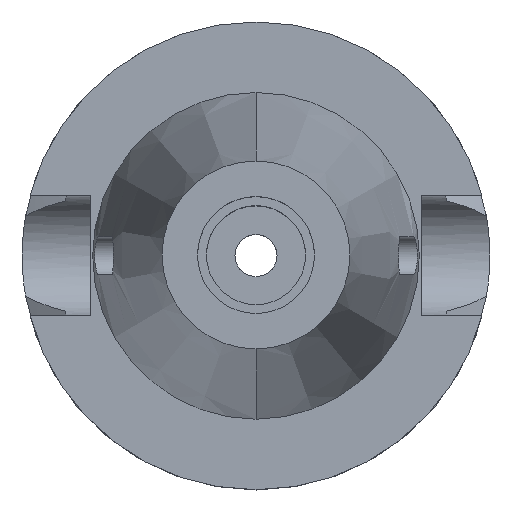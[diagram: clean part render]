
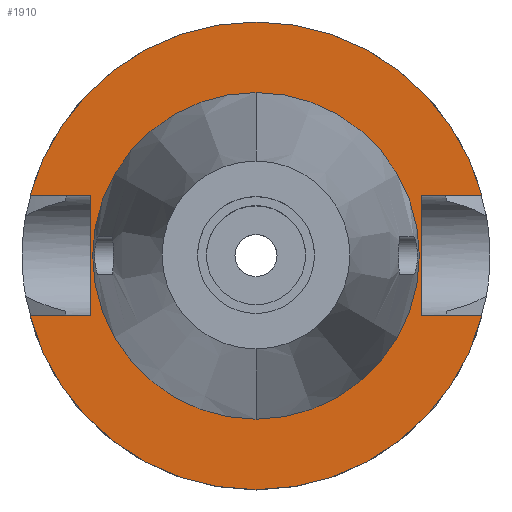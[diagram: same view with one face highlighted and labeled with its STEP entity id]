
A CAD part, top view. The second image highlights one B-rep face of the part: STEP entity #1910.
In plain terms, the highlighted planar face has unit normal (0, 0, 1).
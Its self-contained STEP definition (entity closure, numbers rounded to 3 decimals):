
#539=DIRECTION('',(0.,1.,0.));
#540=VECTOR('',#539,25.7);
#541=CARTESIAN_POINT('',(-35.4,-12.85,-1.5));
#542=LINE('',#541,#540);
#546=DIRECTION('',(-1.,0.,0.));
#547=VECTOR('',#546,12.921);
#548=CARTESIAN_POINT('',(-35.4,12.85,-1.5));
#549=LINE('',#548,#547);
#553=CARTESIAN_POINT('',(0.,0.,-1.5));
#554=DIRECTION('',(0.,0.,-1.));
#555=DIRECTION('',(-0.966,0.257,0.));
#556=AXIS2_PLACEMENT_3D('',#553,#554,#555);
#561=CARTESIAN_POINT('',(0.,0.,-1.5));
#562=DIRECTION('',(0.,0.,-1.));
#563=DIRECTION('',(0.,1.,0.));
#564=AXIS2_PLACEMENT_3D('',#561,#562,#563);
#569=DIRECTION('',(-1.,0.,0.));
#570=VECTOR('',#569,12.921);
#571=CARTESIAN_POINT('',(48.321,12.85,-1.5));
#572=LINE('',#571,#570);
#576=DIRECTION('',(0.,-1.,0.));
#577=VECTOR('',#576,25.7);
#578=CARTESIAN_POINT('',(35.4,12.85,-1.5));
#579=LINE('',#578,#577);
#583=CARTESIAN_POINT('',(0.,0.,-1.5));
#584=DIRECTION('',(0.,0.,-1.));
#585=DIRECTION('',(0.966,-0.257,0.));
#586=AXIS2_PLACEMENT_3D('',#583,#584,#585);
#591=CARTESIAN_POINT('',(0.,0.,-1.5));
#592=DIRECTION('',(0.,0.,-1.));
#593=DIRECTION('',(0.,-1.,0.));
#594=AXIS2_PLACEMENT_3D('',#591,#592,#593);
#599=CARTESIAN_POINT('',(0.,0.,-1.5));
#600=DIRECTION('',(0.,0.,1.));
#601=DIRECTION('',(0.,-1.,0.));
#602=AXIS2_PLACEMENT_3D('',#599,#600,#601);
#607=CARTESIAN_POINT('',(0.,0.,-1.5));
#608=DIRECTION('',(0.,0.,1.));
#609=DIRECTION('',(0.,1.,0.));
#610=AXIS2_PLACEMENT_3D('',#607,#608,#609);
#645=DIRECTION('',(-1.,0.,0.));
#646=VECTOR('',#645,12.921);
#647=CARTESIAN_POINT('',(-35.4,-12.85,-1.5));
#648=LINE('',#647,#646);
#1237=DIRECTION('',(-1.,0.,0.));
#1238=VECTOR('',#1237,12.921);
#1239=CARTESIAN_POINT('',(48.321,-12.85,-1.5));
#1240=LINE('',#1239,#1238);
#1424=CARTESIAN_POINT('',(0.,34.925,-1.5));
#1425=VERTEX_POINT('',#1424);
#1426=CARTESIAN_POINT('',(0.,-34.925,-1.5));
#1427=VERTEX_POINT('',#1426);
#1428=CARTESIAN_POINT('',(-35.4,-12.85,-1.5));
#1429=CARTESIAN_POINT('',(-35.4,12.85,-1.5));
#1430=VERTEX_POINT('',#1428);
#1431=VERTEX_POINT('',#1429);
#1432=CARTESIAN_POINT('',(-48.321,12.85,-1.5));
#1433=VERTEX_POINT('',#1432);
#1434=CARTESIAN_POINT('',(0.,50.,-1.5));
#1435=CARTESIAN_POINT('',(48.321,12.85,-1.5));
#1436=VERTEX_POINT('',#1434);
#1437=VERTEX_POINT('',#1435);
#1438=CARTESIAN_POINT('',(35.4,12.85,-1.5));
#1439=VERTEX_POINT('',#1438);
#1440=CARTESIAN_POINT('',(35.4,-12.85,-1.5));
#1441=VERTEX_POINT('',#1440);
#1442=CARTESIAN_POINT('',(48.321,-12.85,-1.5));
#1443=VERTEX_POINT('',#1442);
#1444=CARTESIAN_POINT('',(0.,-50.,-1.5));
#1445=CARTESIAN_POINT('',(-48.321,-12.85,-1.5));
#1446=VERTEX_POINT('',#1444);
#1447=VERTEX_POINT('',#1445);
#1879=CARTESIAN_POINT('',(0.,0.,-1.5));
#1880=DIRECTION('',(0.,0.,-1.));
#1881=DIRECTION('',(0.,-1.,0.));
#1882=AXIS2_PLACEMENT_3D('',#1879,#1880,#1881);
#1883=PLANE('',#1882);
#1885=ORIENTED_EDGE('',*,*,#1884,.T.);
#1887=ORIENTED_EDGE('',*,*,#1886,.T.);
#1889=ORIENTED_EDGE('',*,*,#1888,.T.);
#1891=ORIENTED_EDGE('',*,*,#1890,.T.);
#1893=ORIENTED_EDGE('',*,*,#1892,.T.);
#1895=ORIENTED_EDGE('',*,*,#1894,.T.);
#1897=ORIENTED_EDGE('',*,*,#1896,.F.);
#1899=ORIENTED_EDGE('',*,*,#1898,.T.);
#1901=ORIENTED_EDGE('',*,*,#1900,.T.);
#1903=ORIENTED_EDGE('',*,*,#1902,.F.);
#1904=EDGE_LOOP('',(#1885,#1887,#1889,#1891,#1893,#1895,#1897,#1899,#1901,
#1903));
#1905=FACE_OUTER_BOUND('',#1904,.F.);
#1906=ORIENTED_EDGE('',*,*,#1872,.T.);
#1907=ORIENTED_EDGE('',*,*,#1861,.T.);
#1908=EDGE_LOOP('',(#1906,#1907));
#1909=FACE_BOUND('',#1908,.F.);
#557=CIRCLE('',#556,50.);
#565=CIRCLE('',#564,50.);
#587=CIRCLE('',#586,50.);
#595=CIRCLE('',#594,50.);
#603=CIRCLE('',#602,34.925);
#611=CIRCLE('',#610,34.925);
#1861=EDGE_CURVE('',#1425,#1427,#611,.T.);
#1872=EDGE_CURVE('',#1427,#1425,#603,.T.);
#1884=EDGE_CURVE('',#1430,#1431,#542,.T.);
#1886=EDGE_CURVE('',#1431,#1433,#549,.T.);
#1888=EDGE_CURVE('',#1433,#1436,#557,.T.);
#1890=EDGE_CURVE('',#1436,#1437,#565,.T.);
#1892=EDGE_CURVE('',#1437,#1439,#572,.T.);
#1894=EDGE_CURVE('',#1439,#1441,#579,.T.);
#1896=EDGE_CURVE('',#1443,#1441,#1240,.T.);
#1898=EDGE_CURVE('',#1443,#1446,#587,.T.);
#1900=EDGE_CURVE('',#1446,#1447,#595,.T.);
#1902=EDGE_CURVE('',#1430,#1447,#648,.T.);
#1910=ADVANCED_FACE('',(#1905,#1909),#1883,.F.);
